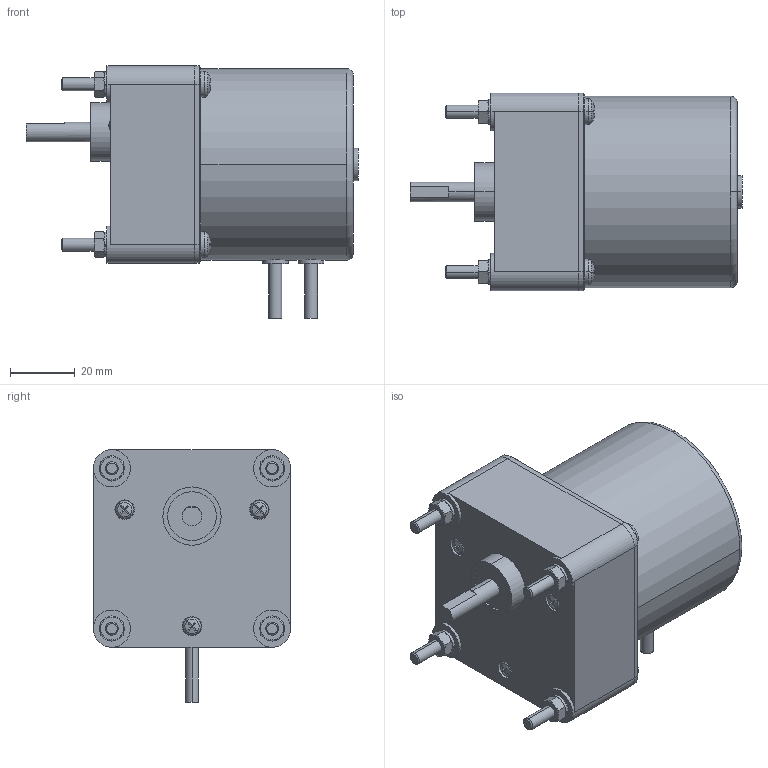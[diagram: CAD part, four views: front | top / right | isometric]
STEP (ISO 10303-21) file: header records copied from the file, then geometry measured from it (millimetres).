
FILE_DESCRIPTION(('starvars output'),'2;1');
FILE_NAME('sr60-6hp.stp','13:31:14 2014/09/11',( 'Thomas Industrial Network Germany GmbH'),( 'Thomas Industrial Network Germany GmbH'),'unknown preprocess','ACIS' ,'unknown authorization');
FILE_SCHEMA(('AUTOMOTIVE_DESIGN_CC2 {UNKNOWN IMPLEMENTATION LEVEL}'));
Length unit declared in the file: millimetre
Products named in the file (1): PRODUCT_ID_5
Bounding box: 102.5 x 61 x 78 mm (x, y, z)
Volume: 237192.3 mm3; surface area: 25437.7 mm2
Topology: 1 solids, 1 shells, 362 faces, 853 edges, 522 vertices
Faces by surface type: plane 166, cone 86, cylinder 80, torus 16, bspline 14
Entity records: 12290 total; most frequent: CARTESIAN_POINT 2546, ORIENTED_EDGE 1706, DIRECTION 1048, EDGE_CURVE 853, VERTEX_POINT 522, EDGE_LOOP 399, FACE_BOUND 399, AXIS2_PLACEMENT_3D 367
